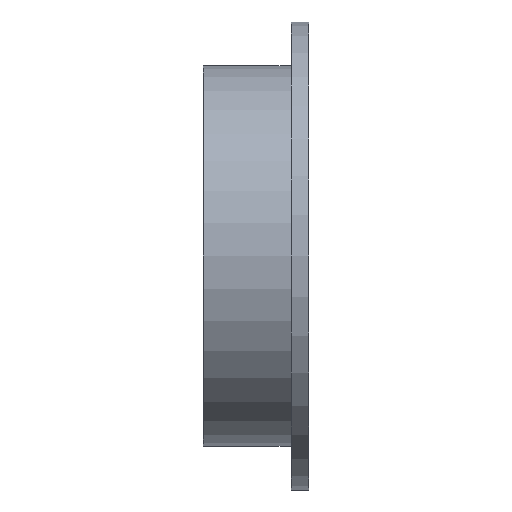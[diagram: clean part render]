
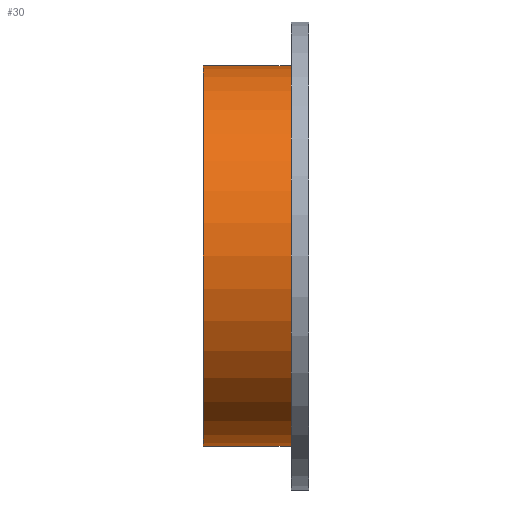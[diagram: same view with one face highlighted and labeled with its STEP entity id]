
A CAD part, left-side view. The second image highlights one B-rep face of the part: STEP entity #30.
In plain terms, the highlighted cylindrical face has radius 32.5 mm (diameter 65 mm), a partial arc.
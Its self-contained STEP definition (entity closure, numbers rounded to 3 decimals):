
#19 = VERTEX_POINT ( 'NONE', #284 ) ;
#30 = ADVANCED_FACE ( 'NONE', ( #559 ), #83, .T. ) ;
#47 = CARTESIAN_POINT ( 'NONE',  ( 0., 18., 32.5 ) ) ;
#59 = LINE ( 'NONE', #680, #568 ) ;
#74 = DIRECTION ( 'NONE',  ( 0., -1., 0. ) ) ;
#83 = CYLINDRICAL_SURFACE ( 'NONE', #706, 32.5 ) ;
#91 = CARTESIAN_POINT ( 'NONE',  ( 0., 3., -32.5 ) ) ;
#109 = DIRECTION ( 'NONE',  ( 0., 1., 0. ) ) ;
#110 = DIRECTION ( 'NONE',  ( 0., 1., 0. ) ) ;
#143 = CARTESIAN_POINT ( 'NONE',  ( 0., 18., 0. ) ) ;
#170 = EDGE_CURVE ( 'NONE', #587, #207, #815, .T. ) ;
#202 = ORIENTED_EDGE ( 'NONE', *, *, #170, .F. ) ;
#207 = VERTEX_POINT ( 'NONE', #47 ) ;
#215 = AXIS2_PLACEMENT_3D ( 'NONE', #790, #110, #337 ) ;
#218 = LINE ( 'NONE', #329, #727 ) ;
#277 = AXIS2_PLACEMENT_3D ( 'NONE', #522, #109, #456 ) ;
#284 = CARTESIAN_POINT ( 'NONE',  ( 0., 3., 32.5 ) ) ;
#317 = EDGE_CURVE ( 'NONE', #587, #848, #218, .T. ) ;
#329 = CARTESIAN_POINT ( 'NONE',  ( 0., 18., -32.5 ) ) ;
#337 = DIRECTION ( 'NONE',  ( 0., 0., 1. ) ) ;
#347 = DIRECTION ( 'NONE',  ( 0., 0., -1. ) ) ;
#407 = CIRCLE ( 'NONE', #215, 32.5 ) ;
#429 = EDGE_CURVE ( 'NONE', #207, #19, #59, .T. ) ;
#456 = DIRECTION ( 'NONE',  ( 0., 0., 1. ) ) ;
#522 = CARTESIAN_POINT ( 'NONE',  ( 0., 18., 0. ) ) ;
#559 = FACE_OUTER_BOUND ( 'NONE', #607, .T. ) ;
#568 = VECTOR ( 'NONE', #74, 1000. ) ;
#587 = VERTEX_POINT ( 'NONE', #792 ) ;
#607 = EDGE_LOOP ( 'NONE', ( #812, #202, #866, #773 ) ) ;
#617 = DIRECTION ( 'NONE',  ( 0., -1., 0. ) ) ;
#671 = EDGE_CURVE ( 'NONE', #848, #19, #407, .T. ) ;
#680 = CARTESIAN_POINT ( 'NONE',  ( 0., 18., 32.5 ) ) ;
#706 = AXIS2_PLACEMENT_3D ( 'NONE', #143, #617, #347 ) ;
#727 = VECTOR ( 'NONE', #730, 1000. ) ;
#730 = DIRECTION ( 'NONE',  ( 0., -1., 0. ) ) ;
#773 = ORIENTED_EDGE ( 'NONE', *, *, #671, .T. ) ;
#790 = CARTESIAN_POINT ( 'NONE',  ( 0., 3., 0. ) ) ;
#792 = CARTESIAN_POINT ( 'NONE',  ( 0., 18., -32.5 ) ) ;
#812 = ORIENTED_EDGE ( 'NONE', *, *, #429, .F. ) ;
#815 = CIRCLE ( 'NONE', #277, 32.5 ) ;
#848 = VERTEX_POINT ( 'NONE', #91 ) ;
#866 = ORIENTED_EDGE ( 'NONE', *, *, #317, .T. ) ;
